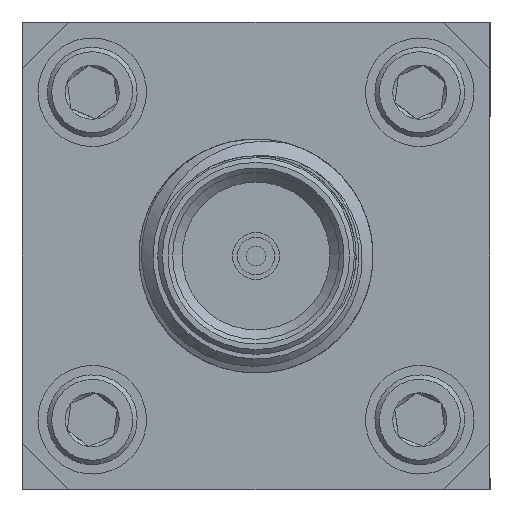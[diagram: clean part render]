
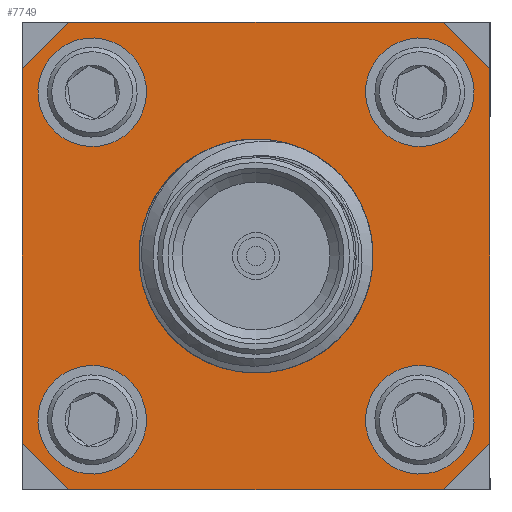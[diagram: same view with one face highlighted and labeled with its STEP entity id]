
A CAD part, left-side view. The second image highlights one B-rep face of the part: STEP entity #7749.
In plain terms, the highlighted planar face has unit normal (-1, 0, 0).
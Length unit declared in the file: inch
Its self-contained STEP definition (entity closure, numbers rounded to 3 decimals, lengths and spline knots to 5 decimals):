
#799 = ORIENTED_EDGE ( 'NONE', *, *, #30304, .T. ) ;
#912 = FACE_BOUND ( 'NONE', #7173, .T. ) ;
#1172 = CARTESIAN_POINT ( 'NONE',  ( -0.87, -0.2, -0.25 ) ) ;
#1521 = DIRECTION ( 'NONE',  ( 1., 0., 0. ) ) ;
#2108 = LINE ( 'NONE', #22715, #19706 ) ;
#2174 = EDGE_CURVE ( 'NONE', #2360, #2360, #14023, .T. ) ;
#2233 = VERTEX_POINT ( 'NONE', #22731 ) ;
#2360 = VERTEX_POINT ( 'NONE', #5076 ) ;
#2858 = VERTEX_POINT ( 'NONE', #27396 ) ;
#3121 = DIRECTION ( 'NONE',  ( 0., -0.707, 0.707 ) ) ;
#3345 = DIRECTION ( 'NONE',  ( 0., 0., -1. ) ) ;
#3791 = CARTESIAN_POINT ( 'NONE',  ( -0.87, 0., 0. ) ) ;
#4043 = CARTESIAN_POINT ( 'NONE',  ( -0.87, 0., 0. ) ) ;
#4540 = EDGE_CURVE ( 'NONE', #36865, #36865, #27081, .T. ) ;
#4550 = CARTESIAN_POINT ( 'NONE',  ( -0.87, 0.175, -0.175 ) ) ;
#4783 = LINE ( 'NONE', #34997, #13078 ) ;
#5076 = CARTESIAN_POINT ( 'NONE',  ( -0.87, -0.19722, -0.12142 ) ) ;
#5180 = CARTESIAN_POINT ( 'NONE',  ( -0.87, 0.2, -0.25 ) ) ;
#5389 = VECTOR ( 'NONE', #25797, 39.37008 ) ;
#5896 = VERTEX_POINT ( 'NONE', #8679 ) ;
#6060 = VERTEX_POINT ( 'NONE', #36394 ) ;
#6119 = DIRECTION ( 'NONE',  ( 0., -0.383, -0.924 ) ) ;
#6330 = EDGE_CURVE ( 'NONE', #25696, #25696, #27140, .T. ) ;
#6332 = ORIENTED_EDGE ( 'NONE', *, *, #16623, .T. ) ;
#6566 = EDGE_CURVE ( 'NONE', #28289, #2233, #2108, .T. ) ;
#6689 = FACE_BOUND ( 'NONE', #23395, .T. ) ;
#6862 = ORIENTED_EDGE ( 'NONE', *, *, #37231, .T. ) ;
#6947 = EDGE_CURVE ( 'NONE', #6060, #5896, #32823, .T. ) ;
#6978 = CARTESIAN_POINT ( 'NONE',  ( -0.87, -0.25, -0.2 ) ) ;
#7173 = EDGE_LOOP ( 'NONE', ( #6862 ) ) ;
#7315 = CARTESIAN_POINT ( 'NONE',  ( -0.87, -0.25, -0.25 ) ) ;
#7438 = VECTOR ( 'NONE', #3345, 39.37008 ) ;
#7627 = DIRECTION ( 'NONE',  ( 0., 0.707, -0.707 ) ) ;
#7749 = ADVANCED_FACE ( 'NONE', ( #27116, #6689, #26920, #912, #18445, #30186 ), #37936, .F. ) ;
#8452 = LINE ( 'NONE', #25607, #15866 ) ;
#8630 = DIRECTION ( 'NONE',  ( 1., 0., 0. ) ) ;
#8679 = CARTESIAN_POINT ( 'NONE',  ( -0.87, 0.25, -0.2 ) ) ;
#9116 = VERTEX_POINT ( 'NONE', #32595 ) ;
#9584 = ORIENTED_EDGE ( 'NONE', *, *, #17759, .T. ) ;
#9976 = AXIS2_PLACEMENT_3D ( 'NONE', #3791, #17334, #18249 ) ;
#10014 = ORIENTED_EDGE ( 'NONE', *, *, #35978, .T. ) ;
#10382 = CIRCLE ( 'NONE', #14652, 0.115 ) ;
#11053 = CARTESIAN_POINT ( 'NONE',  ( -0.87, -0.19722, 0.12142 ) ) ;
#13078 = VECTOR ( 'NONE', #24176, 39.37008 ) ;
#13610 = LINE ( 'NONE', #19188, #30630 ) ;
#13855 = VERTEX_POINT ( 'NONE', #1172 ) ;
#14023 = CIRCLE ( 'NONE', #23875, 0.058 ) ;
#14268 = EDGE_CURVE ( 'NONE', #5896, #16090, #31570, .T. ) ;
#14652 = AXIS2_PLACEMENT_3D ( 'NONE', #4043, #1521, #24270 ) ;
#14834 = VERTEX_POINT ( 'NONE', #19484 ) ;
#15283 = CARTESIAN_POINT ( 'NONE',  ( -0.87, 0., -0.115 ) ) ;
#15292 = CIRCLE ( 'NONE', #26373, 0.058 ) ;
#15866 = VECTOR ( 'NONE', #20000, 39.37008 ) ;
#16090 = VERTEX_POINT ( 'NONE', #36813 ) ;
#16315 = DIRECTION ( 'NONE',  ( 0., 0.383, 0.924 ) ) ;
#16623 = EDGE_CURVE ( 'NONE', #16090, #13855, #4783, .T. ) ;
#16911 = VECTOR ( 'NONE', #36769, 39.37008 ) ;
#17334 = DIRECTION ( 'NONE',  ( 1., 0., 0. ) ) ;
#17759 = EDGE_CURVE ( 'NONE', #21058, #21058, #10382, .T. ) ;
#18249 = DIRECTION ( 'NONE',  ( 0., 1., 0. ) ) ;
#18445 = FACE_BOUND ( 'NONE', #19946, .T. ) ;
#18741 = EDGE_CURVE ( 'NONE', #2233, #2858, #8452, .T. ) ;
#19188 = CARTESIAN_POINT ( 'NONE',  ( -0.87, 0.25, 0.2 ) ) ;
#19484 = CARTESIAN_POINT ( 'NONE',  ( -0.87, -0.25, -0.2 ) ) ;
#19562 = VECTOR ( 'NONE', #3121, 39.37008 ) ;
#19706 = VECTOR ( 'NONE', #37171, 39.37008 ) ;
#19742 = CARTESIAN_POINT ( 'NONE',  ( -0.87, 0.175, 0.175 ) ) ;
#19946 = EDGE_LOOP ( 'NONE', ( #24206 ) ) ;
#20000 = DIRECTION ( 'NONE',  ( 0., 1., 0. ) ) ;
#21058 = VERTEX_POINT ( 'NONE', #15283 ) ;
#21064 = ORIENTED_EDGE ( 'NONE', *, *, #36672, .T. ) ;
#21622 = LINE ( 'NONE', #6978, #19562 ) ;
#22119 = ORIENTED_EDGE ( 'NONE', *, *, #4540, .F. ) ;
#22715 = CARTESIAN_POINT ( 'NONE',  ( -0.87, -0.2, 0.25 ) ) ;
#22731 = CARTESIAN_POINT ( 'NONE',  ( -0.87, -0.2, 0.25 ) ) ;
#22827 = DIRECTION ( 'NONE',  ( 0., 0.383, -0.924 ) ) ;
#23395 = EDGE_LOOP ( 'NONE', ( #22119 ) ) ;
#23419 = AXIS2_PLACEMENT_3D ( 'NONE', #32508, #8630, #6119 ) ;
#23875 = AXIS2_PLACEMENT_3D ( 'NONE', #33723, #37002, #30847 ) ;
#24176 = DIRECTION ( 'NONE',  ( 0., -1., 0. ) ) ;
#24206 = ORIENTED_EDGE ( 'NONE', *, *, #2174, .F. ) ;
#24270 = DIRECTION ( 'NONE',  ( 0., 0., -1. ) ) ;
#24641 = EDGE_LOOP ( 'NONE', ( #9584 ) ) ;
#24696 = ORIENTED_EDGE ( 'NONE', *, *, #6330, .T. ) ;
#25607 = CARTESIAN_POINT ( 'NONE',  ( -0.87, -0.25, 0.25 ) ) ;
#25696 = VERTEX_POINT ( 'NONE', #11053 ) ;
#25797 = DIRECTION ( 'NONE',  ( 0., -0.707, -0.707 ) ) ;
#26373 = AXIS2_PLACEMENT_3D ( 'NONE', #4550, #31121, #16315 ) ;
#26920 = FACE_BOUND ( 'NONE', #24641, .T. ) ;
#27027 = ORIENTED_EDGE ( 'NONE', *, *, #14268, .T. ) ;
#27081 = CIRCLE ( 'NONE', #38121, 0.058 ) ;
#27116 = FACE_OUTER_BOUND ( 'NONE', #30896, .T. ) ;
#27140 = CIRCLE ( 'NONE', #23419, 0.058 ) ;
#27396 = CARTESIAN_POINT ( 'NONE',  ( -0.87, 0.2, 0.25 ) ) ;
#28289 = VERTEX_POINT ( 'NONE', #33601 ) ;
#30130 = CARTESIAN_POINT ( 'NONE',  ( -0.87, 0.25, -0.25 ) ) ;
#30186 = FACE_BOUND ( 'NONE', #36415, .T. ) ;
#30242 = LINE ( 'NONE', #7315, #16911 ) ;
#30304 = EDGE_CURVE ( 'NONE', #14834, #28289, #30242, .T. ) ;
#30630 = VECTOR ( 'NONE', #7627, 39.37008 ) ;
#30847 = DIRECTION ( 'NONE',  ( 0., -0.383, 0.924 ) ) ;
#30896 = EDGE_LOOP ( 'NONE', ( #6332, #21064, #799, #37513, #34302, #10014, #34627, #27027 ) ) ;
#31078 = CARTESIAN_POINT ( 'NONE',  ( -0.87, 0.19722, 0.12142 ) ) ;
#31121 = DIRECTION ( 'NONE',  ( 1., 0., 0. ) ) ;
#31495 = DIRECTION ( 'NONE',  ( -1., 0., 0. ) ) ;
#31570 = LINE ( 'NONE', #5180, #5389 ) ;
#32508 = CARTESIAN_POINT ( 'NONE',  ( -0.87, -0.175, 0.175 ) ) ;
#32595 = CARTESIAN_POINT ( 'NONE',  ( -0.87, 0.19722, -0.12142 ) ) ;
#32823 = LINE ( 'NONE', #30130, #7438 ) ;
#33601 = CARTESIAN_POINT ( 'NONE',  ( -0.87, -0.25, 0.2 ) ) ;
#33723 = CARTESIAN_POINT ( 'NONE',  ( -0.87, -0.175, -0.175 ) ) ;
#34302 = ORIENTED_EDGE ( 'NONE', *, *, #18741, .T. ) ;
#34627 = ORIENTED_EDGE ( 'NONE', *, *, #6947, .T. ) ;
#34997 = CARTESIAN_POINT ( 'NONE',  ( -0.87, -0.25, -0.25 ) ) ;
#35978 = EDGE_CURVE ( 'NONE', #2858, #6060, #13610, .T. ) ;
#36394 = CARTESIAN_POINT ( 'NONE',  ( -0.87, 0.25, 0.2 ) ) ;
#36415 = EDGE_LOOP ( 'NONE', ( #24696 ) ) ;
#36672 = EDGE_CURVE ( 'NONE', #13855, #14834, #21622, .T. ) ;
#36769 = DIRECTION ( 'NONE',  ( 0., 0., 1. ) ) ;
#36813 = CARTESIAN_POINT ( 'NONE',  ( -0.87, 0.2, -0.25 ) ) ;
#36865 = VERTEX_POINT ( 'NONE', #31078 ) ;
#37002 = DIRECTION ( 'NONE',  ( -1., 0., 0. ) ) ;
#37171 = DIRECTION ( 'NONE',  ( 0., 0.707, 0.707 ) ) ;
#37231 = EDGE_CURVE ( 'NONE', #9116, #9116, #15292, .T. ) ;
#37513 = ORIENTED_EDGE ( 'NONE', *, *, #6566, .T. ) ;
#37936 = PLANE ( 'NONE',  #9976 ) ;
#38121 = AXIS2_PLACEMENT_3D ( 'NONE', #19742, #31495, #22827 ) ;
